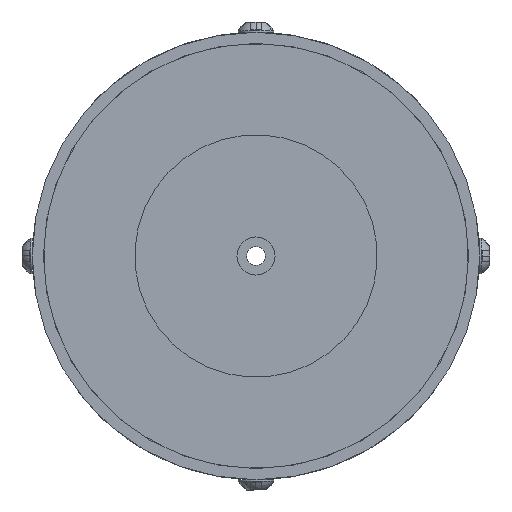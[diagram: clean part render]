
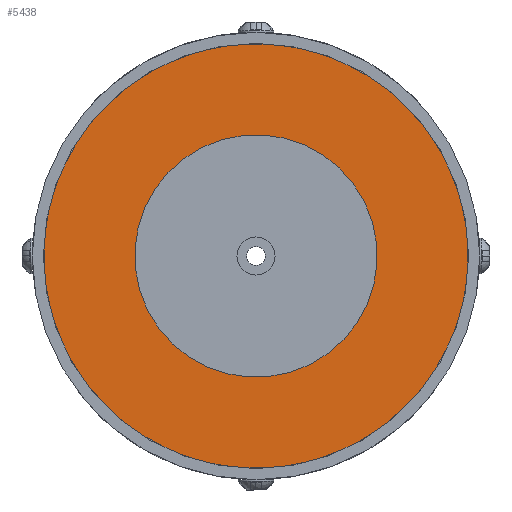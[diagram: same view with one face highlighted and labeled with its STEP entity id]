
A CAD part, front view. The second image highlights one B-rep face of the part: STEP entity #5438.
In plain terms, the highlighted face is planar.
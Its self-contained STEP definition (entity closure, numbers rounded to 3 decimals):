
#86 = CARTESIAN_POINT ( 'NONE',  ( 0., 2., 57. ) ) ;
#124 = DIRECTION ( 'NONE',  ( 0., -1., 0. ) ) ;
#208 = CARTESIAN_POINT ( 'NONE',  ( 0., 2., 0. ) ) ;
#238 = AXIS2_PLACEMENT_3D ( 'NONE', #208, #2468, #2505 ) ;
#470 = ORIENTED_EDGE ( 'NONE', *, *, #6230, .T. ) ;
#473 = CIRCLE ( 'NONE', #6566, 32.5 ) ;
#899 = CARTESIAN_POINT ( 'NONE',  ( 0., 2., -57. ) ) ;
#922 = CARTESIAN_POINT ( 'NONE',  ( 0., 2., -32.5 ) ) ;
#1621 = DIRECTION ( 'NONE',  ( 0., 1., 0. ) ) ;
#1725 = VERTEX_POINT ( 'NONE', #6527 ) ;
#2142 = DIRECTION ( 'NONE',  ( 0., -1., 0. ) ) ;
#2270 = EDGE_LOOP ( 'NONE', ( #4955, #2922 ) ) ;
#2468 = DIRECTION ( 'NONE',  ( 0., -1., 0. ) ) ;
#2505 = DIRECTION ( 'NONE',  ( 0., 0., -1. ) ) ;
#2541 = AXIS2_PLACEMENT_3D ( 'NONE', #6227, #6301, #4536 ) ;
#2822 = EDGE_CURVE ( 'NONE', #4284, #6172, #6337, .T. ) ;
#2922 = ORIENTED_EDGE ( 'NONE', *, *, #3824, .F. ) ;
#2975 = DIRECTION ( 'NONE',  ( 0., 0., 1. ) ) ;
#3279 = VERTEX_POINT ( 'NONE', #922 ) ;
#3313 = FACE_OUTER_BOUND ( 'NONE', #2270, .T. ) ;
#3541 = ORIENTED_EDGE ( 'NONE', *, *, #6811, .T. ) ;
#3824 = EDGE_CURVE ( 'NONE', #6172, #4284, #4435, .T. ) ;
#4284 = VERTEX_POINT ( 'NONE', #899 ) ;
#4297 = AXIS2_PLACEMENT_3D ( 'NONE', #7232, #2142, #5436 ) ;
#4376 = AXIS2_PLACEMENT_3D ( 'NONE', #6740, #1621, #2975 ) ;
#4435 = CIRCLE ( 'NONE', #238, 57. ) ;
#4470 = PLANE ( 'NONE',  #4376 ) ;
#4536 = DIRECTION ( 'NONE',  ( 0., 0., -1. ) ) ;
#4631 = CARTESIAN_POINT ( 'NONE',  ( 0., 2., 0. ) ) ;
#4955 = ORIENTED_EDGE ( 'NONE', *, *, #2822, .F. ) ;
#5180 = EDGE_LOOP ( 'NONE', ( #470, #3541 ) ) ;
#5436 = DIRECTION ( 'NONE',  ( 0., 0., -1. ) ) ;
#5438 = ADVANCED_FACE ( 'NONE', ( #6890, #3313 ), #4470, .T. ) ;
#6172 = VERTEX_POINT ( 'NONE', #86 ) ;
#6227 = CARTESIAN_POINT ( 'NONE',  ( 0., 2., 0. ) ) ;
#6230 = EDGE_CURVE ( 'NONE', #3279, #1725, #473, .T. ) ;
#6301 = DIRECTION ( 'NONE',  ( 0., -1., 0. ) ) ;
#6337 = CIRCLE ( 'NONE', #4297, 57. ) ;
#6464 = DIRECTION ( 'NONE',  ( 0., 0., -1. ) ) ;
#6527 = CARTESIAN_POINT ( 'NONE',  ( 0., 2., 32.5 ) ) ;
#6566 = AXIS2_PLACEMENT_3D ( 'NONE', #4631, #124, #6464 ) ;
#6740 = CARTESIAN_POINT ( 'NONE',  ( 32.5, 2., 0. ) ) ;
#6811 = EDGE_CURVE ( 'NONE', #1725, #3279, #7316, .T. ) ;
#6890 = FACE_BOUND ( 'NONE', #5180, .T. ) ;
#7232 = CARTESIAN_POINT ( 'NONE',  ( 0., 2., 0. ) ) ;
#7316 = CIRCLE ( 'NONE', #2541, 32.5 ) ;
